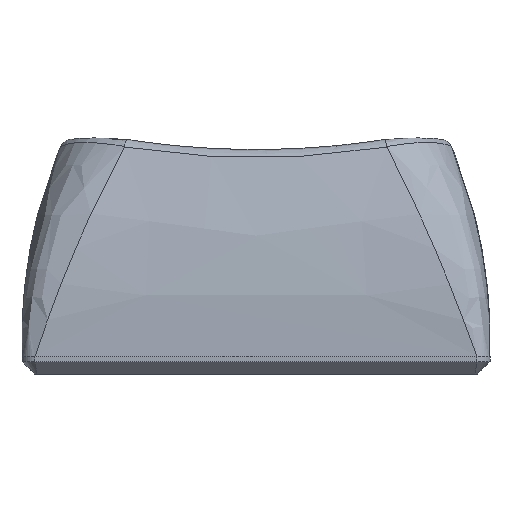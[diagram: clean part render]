
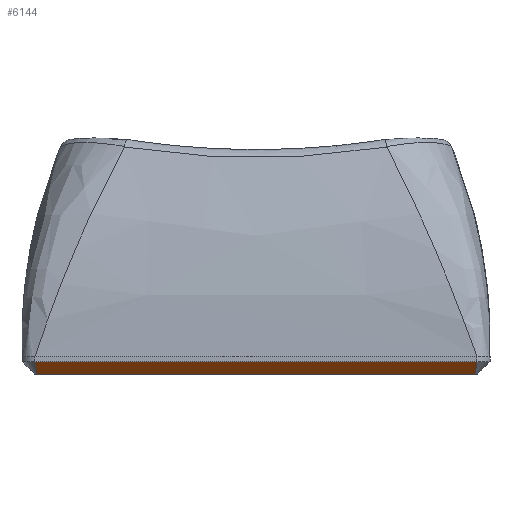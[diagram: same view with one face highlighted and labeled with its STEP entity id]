
A CAD part, front view. The second image highlights one B-rep face of the part: STEP entity #6144.
In plain terms, the highlighted planar face has unit normal (0, -0.707, -0.707).
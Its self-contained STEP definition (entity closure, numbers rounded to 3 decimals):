
#720 = PLANE('',#721);
#721 = AXIS2_PLACEMENT_3D('',#722,#723,#724);
#722 = CARTESIAN_POINT('',(-8.5,-9.,0.672));
#723 = DIRECTION('',(0.,-1.,0.));
#724 = DIRECTION('',(1.,0.,0.));
#1973 = VERTEX_POINT('',#1974);
#1974 = CARTESIAN_POINT('',(-8.5,-9.,0.48));
#2000 = EDGE_CURVE('',#1973,#2001,#2003,.T.);
#2001 = VERTEX_POINT('',#2002);
#2002 = CARTESIAN_POINT('',(8.5,-9.,0.48));
#2003 = SURFACE_CURVE('',#2004,(#2008,#2015),.PCURVE_S1.);
#2004 = LINE('',#2005,#2006);
#2005 = CARTESIAN_POINT('',(-8.5,-9.,0.48));
#2006 = VECTOR('',#2007,1.);
#2007 = DIRECTION('',(1.,0.,0.));
#2008 = PCURVE('',#720,#2009);
#2009 = DEFINITIONAL_REPRESENTATION('',(#2010),#2014);
#2010 = LINE('',#2011,#2012);
#2011 = CARTESIAN_POINT('',(0.,-0.192));
#2012 = VECTOR('',#2013,1.);
#2013 = DIRECTION('',(1.,0.));
#2014 = ( GEOMETRIC_REPRESENTATION_CONTEXT(2) 
PARAMETRIC_REPRESENTATION_CONTEXT() REPRESENTATION_CONTEXT('2D SPACE',''
  ) );
#2015 = PCURVE('',#2016,#2021);
#2016 = PLANE('',#2017);
#2017 = AXIS2_PLACEMENT_3D('',#2018,#2019,#2020);
#2018 = CARTESIAN_POINT('',(-8.5,-8.76,0.24));
#2019 = DIRECTION('',(0.,0.707,0.707)
  );
#2020 = DIRECTION('',(1.,0.,0.));
#2021 = DEFINITIONAL_REPRESENTATION('',(#2022),#2026);
#2022 = LINE('',#2023,#2024);
#2023 = CARTESIAN_POINT('',(0.,-0.339));
#2024 = VECTOR('',#2025,1.);
#2025 = DIRECTION('',(1.,0.));
#2026 = ( GEOMETRIC_REPRESENTATION_CONTEXT(2) 
PARAMETRIC_REPRESENTATION_CONTEXT() REPRESENTATION_CONTEXT('2D SPACE',''
  ) );
#3188 = CONICAL_SURFACE('',#3189,0.7,0.785);
#3189 = AXIS2_PLACEMENT_3D('',#3190,#3191,#3192);
#3190 = CARTESIAN_POINT('',(8.323,-8.323,0.48));
#3191 = DIRECTION('',(-0.,-0.,1.));
#3192 = DIRECTION('',(0.967,-0.253,0.));
#6144 = ADVANCED_FACE('',(#6145),#2016,.F.);
#6145 = FACE_BOUND('',#6146,.F.);
#6146 = EDGE_LOOP('',(#6147,#6182,#6183,#6213));
#6147 = ORIENTED_EDGE('',*,*,#6148,.F.);
#6148 = EDGE_CURVE('',#1973,#6149,#6151,.T.);
#6149 = VERTEX_POINT('',#6150);
#6150 = CARTESIAN_POINT('',(-8.42,-8.52,0.));
#6151 = SURFACE_CURVE('',#6152,(#6157,#6164),.PCURVE_S1.);
#6152 = PARABOLA('',#6153,0.008);
#6153 = AXIS2_PLACEMENT_3D('',#6154,#6155,#6156);
#6154 = CARTESIAN_POINT('',(-8.323,-8.311,
    -0.209));
#6155 = DIRECTION('',(0.,0.707,0.707)
  );
#6156 = DIRECTION('',(0.,-0.707,0.707)
  );
#6157 = PCURVE('',#2016,#6158);
#6158 = DEFINITIONAL_REPRESENTATION('',(#6159),#6163);
#6159 = B_SPLINE_CURVE_WITH_KNOTS('',2,(#6160,#6161,#6162),
  .UNSPECIFIED.,.F.,.F.,(3,3),(-0.177,-0.098),
  .PIECEWISE_BEZIER_KNOTS.);
#6160 = CARTESIAN_POINT('',(0.,-0.339));
#6161 = CARTESIAN_POINT('',(0.04,0.098));
#6162 = CARTESIAN_POINT('',(0.08,0.339));
#6163 = ( GEOMETRIC_REPRESENTATION_CONTEXT(2) 
PARAMETRIC_REPRESENTATION_CONTEXT() REPRESENTATION_CONTEXT('2D SPACE',''
  ) );
#6164 = PCURVE('',#6165,#6170);
#6165 = CONICAL_SURFACE('',#6166,0.7,0.785);
#6166 = AXIS2_PLACEMENT_3D('',#6167,#6168,#6169);
#6167 = CARTESIAN_POINT('',(-8.323,-8.323,0.48));
#6168 = DIRECTION('',(-0.,-0.,1.));
#6169 = DIRECTION('',(-0.253,-0.967,-0.));
#6170 = DEFINITIONAL_REPRESENTATION('',(#6171),#6181);
#6171 = B_SPLINE_CURVE_WITH_KNOTS('',8,(#6172,#6173,#6174,#6175,#6176,
    #6177,#6178,#6179,#6180),.UNSPECIFIED.,.F.,.F.,(9,9),(
    -0.177,-0.098),.PIECEWISE_BEZIER_KNOTS.);
#6172 = CARTESIAN_POINT('',(0.,0.));
#6173 = CARTESIAN_POINT('',(-0.014,-0.077));
#6174 = CARTESIAN_POINT('',(-0.03,-0.15));
#6175 = CARTESIAN_POINT('',(-0.048,-0.217));
#6176 = CARTESIAN_POINT('',(-0.069,-0.28));
#6177 = CARTESIAN_POINT('',(-0.094,-0.337));
#6178 = CARTESIAN_POINT('',(-0.123,-0.39));
#6179 = CARTESIAN_POINT('',(-0.158,-0.437));
#6180 = CARTESIAN_POINT('',(-0.203,-0.48));
#6181 = ( GEOMETRIC_REPRESENTATION_CONTEXT(2) 
PARAMETRIC_REPRESENTATION_CONTEXT() REPRESENTATION_CONTEXT('2D SPACE',''
  ) );
#6182 = ORIENTED_EDGE('',*,*,#2000,.T.);
#6183 = ORIENTED_EDGE('',*,*,#6184,.T.);
#6184 = EDGE_CURVE('',#2001,#6185,#6187,.T.);
#6185 = VERTEX_POINT('',#6186);
#6186 = CARTESIAN_POINT('',(8.42,-8.52,0.));
#6187 = SURFACE_CURVE('',#6188,(#6193,#6200),.PCURVE_S1.);
#6188 = PARABOLA('',#6189,0.008);
#6189 = AXIS2_PLACEMENT_3D('',#6190,#6191,#6192);
#6190 = CARTESIAN_POINT('',(8.323,-8.311,
    -0.209));
#6191 = DIRECTION('',(0.,-0.707,-0.707
    ));
#6192 = DIRECTION('',(0.,-0.707,0.707)
  );
#6193 = PCURVE('',#2016,#6194);
#6194 = DEFINITIONAL_REPRESENTATION('',(#6195),#6199);
#6195 = B_SPLINE_CURVE_WITH_KNOTS('',2,(#6196,#6197,#6198),
  .UNSPECIFIED.,.F.,.F.,(3,3),(-0.177,-0.098),
  .PIECEWISE_BEZIER_KNOTS.);
#6196 = CARTESIAN_POINT('',(17.,-0.339));
#6197 = CARTESIAN_POINT('',(16.96,0.098));
#6198 = CARTESIAN_POINT('',(16.92,0.339));
#6199 = ( GEOMETRIC_REPRESENTATION_CONTEXT(2) 
PARAMETRIC_REPRESENTATION_CONTEXT() REPRESENTATION_CONTEXT('2D SPACE',''
  ) );
#6200 = PCURVE('',#3188,#6201);
#6201 = DEFINITIONAL_REPRESENTATION('',(#6202),#6212);
#6202 = B_SPLINE_CURVE_WITH_KNOTS('',8,(#6203,#6204,#6205,#6206,#6207,
    #6208,#6209,#6210,#6211),.UNSPECIFIED.,.F.,.F.,(9,9),(
    -0.177,-0.098),.PIECEWISE_BEZIER_KNOTS.);
#6203 = CARTESIAN_POINT('',(-1.059,0.));
#6204 = CARTESIAN_POINT('',(-1.045,-0.077));
#6205 = CARTESIAN_POINT('',(-1.029,-0.15));
#6206 = CARTESIAN_POINT('',(-1.01,-0.217));
#6207 = CARTESIAN_POINT('',(-0.99,-0.28));
#6208 = CARTESIAN_POINT('',(-0.965,-0.337));
#6209 = CARTESIAN_POINT('',(-0.936,-0.39));
#6210 = CARTESIAN_POINT('',(-0.901,-0.437));
#6211 = CARTESIAN_POINT('',(-0.856,-0.48));
#6212 = ( GEOMETRIC_REPRESENTATION_CONTEXT(2) 
PARAMETRIC_REPRESENTATION_CONTEXT() REPRESENTATION_CONTEXT('2D SPACE',''
  ) );
#6213 = ORIENTED_EDGE('',*,*,#6214,.F.);
#6214 = EDGE_CURVE('',#6149,#6185,#6215,.T.);
#6215 = SURFACE_CURVE('',#6216,(#6220,#6227),.PCURVE_S1.);
#6216 = LINE('',#6217,#6218);
#6217 = CARTESIAN_POINT('',(-8.5,-8.52,0.));
#6218 = VECTOR('',#6219,1.);
#6219 = DIRECTION('',(1.,0.,0.));
#6220 = PCURVE('',#2016,#6221);
#6221 = DEFINITIONAL_REPRESENTATION('',(#6222),#6226);
#6222 = LINE('',#6223,#6224);
#6223 = CARTESIAN_POINT('',(0.,0.339));
#6224 = VECTOR('',#6225,1.);
#6225 = DIRECTION('',(1.,0.));
#6226 = ( GEOMETRIC_REPRESENTATION_CONTEXT(2) 
PARAMETRIC_REPRESENTATION_CONTEXT() REPRESENTATION_CONTEXT('2D SPACE',''
  ) );
#6227 = PCURVE('',#6228,#6233);
#6228 = PLANE('',#6229);
#6229 = AXIS2_PLACEMENT_3D('',#6230,#6231,#6232);
#6230 = CARTESIAN_POINT('',(8.5,9.,0.));
#6231 = DIRECTION('',(0.,0.,-1.));
#6232 = DIRECTION('',(-1.,0.,0.));
#6233 = DEFINITIONAL_REPRESENTATION('',(#6234),#6238);
#6234 = LINE('',#6235,#6236);
#6235 = CARTESIAN_POINT('',(17.,-17.52));
#6236 = VECTOR('',#6237,1.);
#6237 = DIRECTION('',(-1.,0.));
#6238 = ( GEOMETRIC_REPRESENTATION_CONTEXT(2) 
PARAMETRIC_REPRESENTATION_CONTEXT() REPRESENTATION_CONTEXT('2D SPACE',''
  ) );
